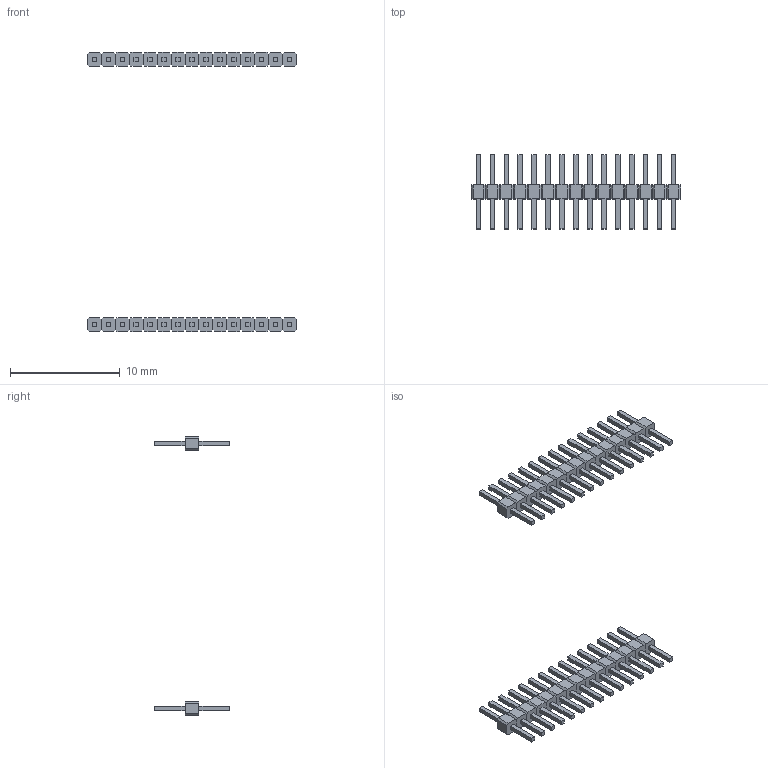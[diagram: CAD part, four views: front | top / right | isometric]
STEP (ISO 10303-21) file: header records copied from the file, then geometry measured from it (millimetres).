
FILE_DESCRIPTION (( 'STEP AP214' ), '1' );
FILE_NAME ('male-pinheader-wide.STEP', '2021-03-31T14:05:17', ( '' ), ( '' ), 'SwSTEP 2.0', 'SolidWorks 2019', '' );
FILE_SCHEMA (( 'AUTOMOTIVE_DESIGN' ));
Length unit declared in the file: millimetre
Products named in the file (2): male-pinheader-wide; male-pinheaders-127-regular
Assembly tree (2 placements, depth 2):
  male-pinheader-wide
    male-pinheaders-127-regular  x2
Bounding box: 19.05 x 6.77 x 25.4 mm (x, y, z)
Volume: 85.9 mm3; surface area: 537.1 mm2
Topology: 30 solids, 30 shells, 600 faces, 1440 edges, 960 vertices
Faces by surface type: plane 600
Entity records: 12024 total; most frequent: CARTESIAN_POINT 1505, ORIENTED_EDGE 1440, DIRECTION 1330, VECTOR 720, EDGE_CURVE 720, LINE 720, VERTEX_POINT 480, EDGE_LOOP 330
